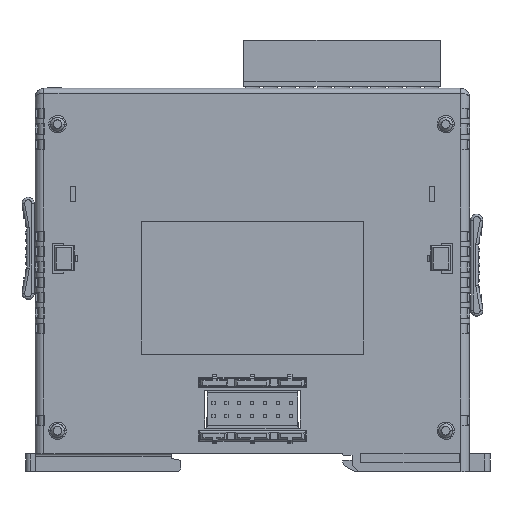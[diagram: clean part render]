
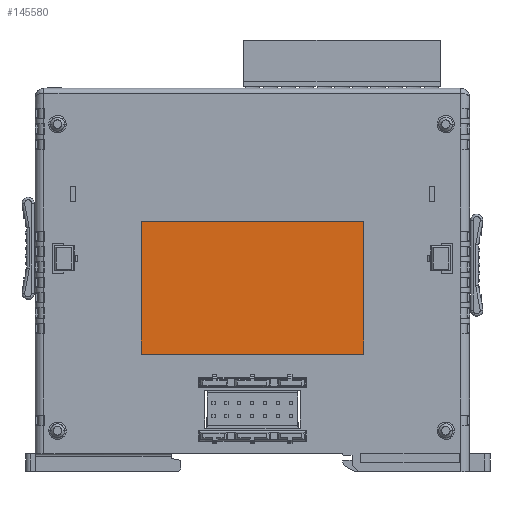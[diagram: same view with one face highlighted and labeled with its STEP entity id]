
A CAD part, left-side view. The second image highlights one B-rep face of the part: STEP entity #145580.
In plain terms, the highlighted planar face has unit normal (-1, 0, 0).
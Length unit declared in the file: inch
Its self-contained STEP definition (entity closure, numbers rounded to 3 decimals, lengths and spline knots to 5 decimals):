
#5974 = EDGE_CURVE ( 'NONE', #51449, #97508, #100798, .T. ) ;
#6760 = DIRECTION ( 'NONE',  ( 0., 0., 1. ) ) ;
#11909 = ORIENTED_EDGE ( 'NONE', *, *, #122247, .T. ) ;
#18322 = VERTEX_POINT ( 'NONE', #81239 ) ;
#22025 = CARTESIAN_POINT ( 'NONE',  ( 3.26772, -2.0911, -2.45614 ) ) ;
#23528 = CARTESIAN_POINT ( 'NONE',  ( 3.26772, -0.3832, -2.4523 ) ) ;
#25018 = LINE ( 'NONE', #106094, #80601 ) ;
#26825 = CARTESIAN_POINT ( 'NONE',  ( 3.26772, -2.0911, -1.43252 ) ) ;
#33064 = DIRECTION ( 'NONE',  ( 1., 0., 0. ) ) ;
#38663 = CARTESIAN_POINT ( 'NONE',  ( 3.26772, -0.38244, -2.45045 ) ) ;
#38831 = VERTEX_POINT ( 'NONE', #86248 ) ;
#43967 = LINE ( 'NONE', #162306, #154523 ) ;
#44376 = CARTESIAN_POINT ( 'NONE',  ( 3.26772, -2.0911, -2.45614 ) ) ;
#45205 = ORIENTED_EDGE ( 'NONE', *, *, #169878, .T. ) ;
#46522 = ORIENTED_EDGE ( 'NONE', *, *, #60911, .T. ) ;
#50356 = CARTESIAN_POINT ( 'NONE',  ( 3.26772, 0.43252, -2.96795 ) ) ;
#51449 = VERTEX_POINT ( 'NONE', #146819 ) ;
#52212 = CARTESIAN_POINT ( 'NONE',  ( 3.26772, -0.38321, -1.43638 ) ) ;
#54974 = CARTESIAN_POINT ( 'NONE',  ( 3.26772, -0.39032, -2.45614 ) ) ;
#58508 = CARTESIAN_POINT ( 'NONE',  ( 3.26772, -2.0911, -1.43252 ) ) ;
#59015 = VERTEX_POINT ( 'NONE', #136112 ) ;
#60911 = EDGE_CURVE ( 'NONE', #177969, #132129, #61069, .T. ) ;
#61069 = LINE ( 'NONE', #62051, #151200 ) ;
#62051 = CARTESIAN_POINT ( 'NONE',  ( 3.26772, -2.0911, -1.43252 ) ) ;
#68221 = ORIENTED_EDGE ( 'NONE', *, *, #5974, .T. ) ;
#69289 = CARTESIAN_POINT ( 'NONE',  ( 3.26772, -0.38244, -2.44827 ) ) ;
#69490 = B_SPLINE_CURVE_WITH_KNOTS ( 'NONE', 3,
 ( #147771, #145795, #69540, #52212, #177251, #162029 ),
 .UNSPECIFIED., .F., .F.,
 ( 4, 2, 4 ),
 ( 0., 0.5, 1. ),
 .UNSPECIFIED. ) ;
#69540 = CARTESIAN_POINT ( 'NONE',  ( 3.26772, -0.38629, -1.43327 ) ) ;
#70613 = CARTESIAN_POINT ( 'NONE',  ( 3.26772, -2.09326, -1.43252 ) ) ;
#71965 = CARTESIAN_POINT ( 'NONE',  ( 3.26772, -2.09898, -2.45042 ) ) ;
#73625 = CARTESIAN_POINT ( 'NONE',  ( 3.26772, -2.09898, -1.4382 ) ) ;
#80601 = VECTOR ( 'NONE', #85960, 39.37008 ) ;
#81239 = CARTESIAN_POINT ( 'NONE',  ( 3.26772, -2.09898, -2.44827 ) ) ;
#82571 = CARTESIAN_POINT ( 'NONE',  ( 3.26772, -0.39032, -2.45614 ) ) ;
#82866 = CARTESIAN_POINT ( 'NONE',  ( 3.26772, -2.09898, -1.44039 ) ) ;
#83978 = ORIENTED_EDGE ( 'NONE', *, *, #138617, .T. ) ;
#85960 = DIRECTION ( 'NONE',  ( 0., -1., 0. ) ) ;
#86248 = CARTESIAN_POINT ( 'NONE',  ( 3.26772, -2.09898, -1.44039 ) ) ;
#90270 = CARTESIAN_POINT ( 'NONE',  ( 3.26772, -2.09329, -2.45614 ) ) ;
#92434 = ORIENTED_EDGE ( 'NONE', *, *, #160038, .T. ) ;
#95232 = PLANE ( 'NONE',  #97150 ) ;
#97150 = AXIS2_PLACEMENT_3D ( 'NONE', #50356, #33064, #190658 ) ;
#97508 = VERTEX_POINT ( 'NONE', #82571 ) ;
#100110 = CARTESIAN_POINT ( 'NONE',  ( 3.26772, -2.09822, -1.43636 ) ) ;
#100798 = B_SPLINE_CURVE_WITH_KNOTS ( 'NONE', 3,
 ( #69289, #38663, #23528, #147524, #194241, #54974 ),
 .UNSPECIFIED., .F., .F.,
 ( 4, 2, 4 ),
 ( 0., 0.5, 1. ),
 .UNSPECIFIED. ) ;
#101305 = CARTESIAN_POINT ( 'NONE',  ( 3.26772, -2.09898, -2.44827 ) ) ;
#104198 = CARTESIAN_POINT ( 'NONE',  ( 3.26772, -2.09512, -1.43329 ) ) ;
#104262 = CARTESIAN_POINT ( 'NONE',  ( 3.26772, -0.39032, -1.43252 ) ) ;
#106094 = CARTESIAN_POINT ( 'NONE',  ( 3.26772, -0.39032, -2.45614 ) ) ;
#106180 = DIRECTION ( 'NONE',  ( 0., 0., -1. ) ) ;
#109950 = DIRECTION ( 'NONE',  ( 0., 1., 0. ) ) ;
#122247 = EDGE_CURVE ( 'NONE', #134764, #18322, #133113, .T. ) ;
#122987 = ORIENTED_EDGE ( 'NONE', *, *, #200835, .T. ) ;
#131237 = B_SPLINE_CURVE_WITH_KNOTS ( 'NONE', 3,
 ( #82866, #73625, #100110, #104198, #70613, #26825 ),
 .UNSPECIFIED., .F., .F.,
 ( 4, 2, 4 ),
 ( 0., 0.5, 1. ),
 .UNSPECIFIED. ) ;
#131538 = EDGE_CURVE ( 'NONE', #97508, #134764, #25018, .T. ) ;
#132129 = VERTEX_POINT ( 'NONE', #104262 ) ;
#133113 = B_SPLINE_CURVE_WITH_KNOTS ( 'NONE', 3,
 ( #44376, #90270, #199911, #134948, #71965, #164450 ),
 .UNSPECIFIED., .F., .F.,
 ( 4, 2, 4 ),
 ( 0., 0.5, 1. ),
 .UNSPECIFIED. ) ;
#134764 = VERTEX_POINT ( 'NONE', #22025 ) ;
#134948 = CARTESIAN_POINT ( 'NONE',  ( 3.26772, -2.09821, -2.45228 ) ) ;
#136112 = CARTESIAN_POINT ( 'NONE',  ( 3.26772, -0.38244, -1.44039 ) ) ;
#138617 = EDGE_CURVE ( 'NONE', #38831, #177969, #131237, .T. ) ;
#145580 = ADVANCED_FACE ( 'NONE', ( #160138 ), #95232, .F. ) ;
#145795 = CARTESIAN_POINT ( 'NONE',  ( 3.26772, -0.38813, -1.43252 ) ) ;
#146819 = CARTESIAN_POINT ( 'NONE',  ( 3.26772, -0.38244, -2.44827 ) ) ;
#147524 = CARTESIAN_POINT ( 'NONE',  ( 3.26772, -0.3863, -2.45537 ) ) ;
#147771 = CARTESIAN_POINT ( 'NONE',  ( 3.26772, -0.39032, -1.43252 ) ) ;
#150874 = EDGE_LOOP ( 'NONE', ( #170546, #11909, #122987, #83978, #46522, #45205, #92434, #68221 ) ) ;
#151200 = VECTOR ( 'NONE', #109950, 39.37008 ) ;
#154523 = VECTOR ( 'NONE', #106180, 39.37008 ) ;
#160038 = EDGE_CURVE ( 'NONE', #59015, #51449, #43967, .T. ) ;
#160138 = FACE_OUTER_BOUND ( 'NONE', #150874, .T. ) ;
#160228 = LINE ( 'NONE', #101305, #172970 ) ;
#162029 = CARTESIAN_POINT ( 'NONE',  ( 3.26772, -0.38244, -1.44039 ) ) ;
#162306 = CARTESIAN_POINT ( 'NONE',  ( 3.26772, -0.38244, -1.44039 ) ) ;
#164450 = CARTESIAN_POINT ( 'NONE',  ( 3.26772, -2.09898, -2.44827 ) ) ;
#169878 = EDGE_CURVE ( 'NONE', #132129, #59015, #69490, .T. ) ;
#170546 = ORIENTED_EDGE ( 'NONE', *, *, #131538, .T. ) ;
#172970 = VECTOR ( 'NONE', #6760, 39.37008 ) ;
#177251 = CARTESIAN_POINT ( 'NONE',  ( 3.26772, -0.38244, -1.43823 ) ) ;
#177969 = VERTEX_POINT ( 'NONE', #58508 ) ;
#190658 = DIRECTION ( 'NONE',  ( 0., 0., -1. ) ) ;
#194241 = CARTESIAN_POINT ( 'NONE',  ( 3.26772, -0.38816, -2.45614 ) ) ;
#199911 = CARTESIAN_POINT ( 'NONE',  ( 3.26772, -2.09513, -2.45538 ) ) ;
#200835 = EDGE_CURVE ( 'NONE', #18322, #38831, #160228, .T. ) ;
